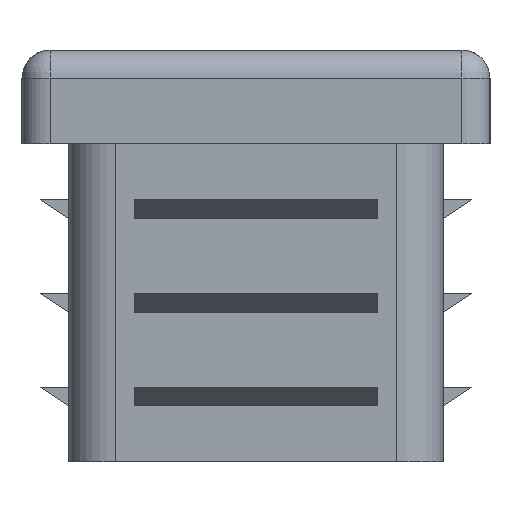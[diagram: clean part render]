
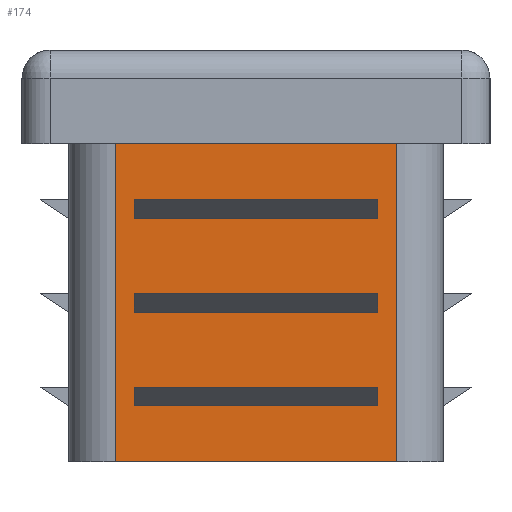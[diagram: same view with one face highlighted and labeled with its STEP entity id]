
A CAD part, left-side view. The second image highlights one B-rep face of the part: STEP entity #174.
In plain terms, the highlighted planar face has unit normal (-1, 0, 0).
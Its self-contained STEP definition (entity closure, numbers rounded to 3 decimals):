
#174 = ADVANCED_FACE( '', ( #398, #399, #400, #401 ), #402, .F. );
#398 = FACE_BOUND( '', #671, .T. );
#399 = FACE_BOUND( '', #672, .T. );
#400 = FACE_BOUND( '', #673, .T. );
#401 = FACE_OUTER_BOUND( '', #674, .T. );
#402 = PLANE( '', #675 );
#671 = EDGE_LOOP( '', ( #1110, #1111, #1112, #1113 ) );
#672 = EDGE_LOOP( '', ( #1114, #1115, #1116, #1117 ) );
#673 = EDGE_LOOP( '', ( #1118, #1119, #1120, #1121 ) );
#674 = EDGE_LOOP( '', ( #1122, #1123, #1124, #1125 ) );
#675 = AXIS2_PLACEMENT_3D( '', #1126, #1127, #1128 );
#1110 = ORIENTED_EDGE( '', *, *, #1564, .F. );
#1111 = ORIENTED_EDGE( '', *, *, #1703, .F. );
#1112 = ORIENTED_EDGE( '', *, *, #1704, .T. );
#1113 = ORIENTED_EDGE( '', *, *, #1594, .T. );
#1114 = ORIENTED_EDGE( '', *, *, #1642, .F. );
#1115 = ORIENTED_EDGE( '', *, *, #1696, .F. );
#1116 = ORIENTED_EDGE( '', *, *, #1705, .T. );
#1117 = ORIENTED_EDGE( '', *, *, #1706, .T. );
#1118 = ORIENTED_EDGE( '', *, *, #1707, .F. );
#1119 = ORIENTED_EDGE( '', *, *, #1708, .F. );
#1120 = ORIENTED_EDGE( '', *, *, #1709, .T. );
#1121 = ORIENTED_EDGE( '', *, *, #1553, .T. );
#1122 = ORIENTED_EDGE( '', *, *, #1710, .F. );
#1123 = ORIENTED_EDGE( '', *, *, #1711, .T. );
#1124 = ORIENTED_EDGE( '', *, *, #1712, .T. );
#1125 = ORIENTED_EDGE( '', *, *, #1689, .T. );
#1126 = CARTESIAN_POINT( '', ( -32.5, 10., 17. ) );
#1127 = DIRECTION( '', ( 1., 0., 0. ) );
#1128 = DIRECTION( '', ( 0., 1., 0. ) );
#1553 = EDGE_CURVE( '', #1829, #1830, #1831, .T. );
#1564 = EDGE_CURVE( '', #1848, #1843, #1850, .T. );
#1594 = EDGE_CURVE( '', #1901, #1843, #1902, .T. );
#1642 = EDGE_CURVE( '', #1978, #1973, #1980, .T. );
#1689 = EDGE_CURVE( '', #2055, #2052, #2056, .F. );
#1696 = EDGE_CURVE( '', #2065, #1978, #2066, .T. );
#1703 = EDGE_CURVE( '', #2073, #1848, #2074, .T. );
#1704 = EDGE_CURVE( '', #2073, #1901, #2075, .T. );
#1705 = EDGE_CURVE( '', #2065, #2076, #2077, .T. );
#1706 = EDGE_CURVE( '', #2076, #1973, #2078, .T. );
#1707 = EDGE_CURVE( '', #2079, #1830, #2080, .T. );
#1708 = EDGE_CURVE( '', #2081, #2079, #2082, .T. );
#1709 = EDGE_CURVE( '', #2081, #1829, #2083, .T. );
#1710 = EDGE_CURVE( '', #2084, #2052, #2085, .T. );
#1711 = EDGE_CURVE( '', #2084, #2086, #2087, .T. );
#1712 = EDGE_CURVE( '', #2086, #2055, #2088, .T. );
#1829 = VERTEX_POINT( '', #2229 );
#1830 = VERTEX_POINT( '', #2230 );
#1831 = LINE( '', #2231, #2232 );
#1843 = VERTEX_POINT( '', #2249 );
#1848 = VERTEX_POINT( '', #2256 );
#1850 = LINE( '', #2259, #2260 );
#1901 = VERTEX_POINT( '', #2331 );
#1902 = LINE( '', #2332, #2333 );
#1973 = VERTEX_POINT( '', #2427 );
#1978 = VERTEX_POINT( '', #2434 );
#1980 = LINE( '', #2437, #2438 );
#2052 = VERTEX_POINT( '', #2543 );
#2055 = VERTEX_POINT( '', #2546 );
#2056 = LINE( '', #2547, #2548 );
#2065 = VERTEX_POINT( '', #2560 );
#2066 = LINE( '', #2561, #2562 );
#2073 = VERTEX_POINT( '', #2572 );
#2074 = LINE( '', #2573, #2574 );
#2075 = LINE( '', #2575, #2576 );
#2076 = VERTEX_POINT( '', #2577 );
#2077 = LINE( '', #2578, #2579 );
#2078 = LINE( '', #2580, #2581 );
#2079 = VERTEX_POINT( '', #2582 );
#2080 = LINE( '', #2583, #2584 );
#2081 = VERTEX_POINT( '', #2585 );
#2082 = LINE( '', #2586, #2587 );
#2083 = LINE( '', #2588, #2589 );
#2084 = VERTEX_POINT( '', #2590 );
#2085 = LINE( '', #2591, #2592 );
#2086 = VERTEX_POINT( '', #2593 );
#2087 = LINE( '', #2594, #2595 );
#2088 = LINE( '', #2596, #2597 );
#2229 = CARTESIAN_POINT( '', ( -32.5, 6.5, 13. ) );
#2230 = CARTESIAN_POINT( '', ( -32.5, 6.5, 14. ) );
#2231 = CARTESIAN_POINT( '', ( -32.5, 6.5, 13. ) );
#2232 = VECTOR( '', #2788, 1000. );
#2249 = CARTESIAN_POINT( '', ( -32.5, 6.5, 4. ) );
#2256 = CARTESIAN_POINT( '', ( -32.5, -6.5, 4. ) );
#2259 = CARTESIAN_POINT( '', ( -32.5, -6.5, 4. ) );
#2260 = VECTOR( '', #2797, 1000. );
#2331 = CARTESIAN_POINT( '', ( -32.5, 6.5, 3. ) );
#2332 = CARTESIAN_POINT( '', ( -32.5, 6.5, 3. ) );
#2333 = VECTOR( '', #2824, 1000. );
#2427 = CARTESIAN_POINT( '', ( -32.5, 6.5, 9. ) );
#2434 = CARTESIAN_POINT( '', ( -32.5, -6.5, 9. ) );
#2437 = CARTESIAN_POINT( '', ( -32.5, -6.5, 9. ) );
#2438 = VECTOR( '', #2881, 1000. );
#2543 = CARTESIAN_POINT( '', ( -32.5, -7.5, 17. ) );
#2546 = CARTESIAN_POINT( '', ( -32.5, -7.5, 0. ) );
#2547 = CARTESIAN_POINT( '', ( -32.5, -7.5, 17. ) );
#2548 = VECTOR( '', #2930, 1000. );
#2560 = CARTESIAN_POINT( '', ( -32.5, -6.5, 8. ) );
#2561 = CARTESIAN_POINT( '', ( -32.5, -6.5, 8. ) );
#2562 = VECTOR( '', #2937, 1000. );
#2572 = CARTESIAN_POINT( '', ( -32.5, -6.5, 3. ) );
#2573 = CARTESIAN_POINT( '', ( -32.5, -6.5, 3. ) );
#2574 = VECTOR( '', #2941, 1000. );
#2575 = CARTESIAN_POINT( '', ( -32.5, -6.5, 3. ) );
#2576 = VECTOR( '', #2942, 1000. );
#2577 = CARTESIAN_POINT( '', ( -32.5, 6.5, 8. ) );
#2578 = CARTESIAN_POINT( '', ( -32.5, -6.5, 8. ) );
#2579 = VECTOR( '', #2943, 1000. );
#2580 = CARTESIAN_POINT( '', ( -32.5, 6.5, 8. ) );
#2581 = VECTOR( '', #2944, 1000. );
#2582 = CARTESIAN_POINT( '', ( -32.5, -6.5, 14. ) );
#2583 = CARTESIAN_POINT( '', ( -32.5, -6.5, 14. ) );
#2584 = VECTOR( '', #2945, 1000. );
#2585 = CARTESIAN_POINT( '', ( -32.5, -6.5, 13. ) );
#2586 = CARTESIAN_POINT( '', ( -32.5, -6.5, 13. ) );
#2587 = VECTOR( '', #2946, 1000. );
#2588 = CARTESIAN_POINT( '', ( -32.5, -6.5, 13. ) );
#2589 = VECTOR( '', #2947, 1000. );
#2590 = CARTESIAN_POINT( '', ( -32.5, 7.5, 17. ) );
#2591 = CARTESIAN_POINT( '', ( -32.5, 10., 17. ) );
#2592 = VECTOR( '', #2948, 1000. );
#2593 = CARTESIAN_POINT( '', ( -32.5, 7.5, 0. ) );
#2594 = CARTESIAN_POINT( '', ( -32.5, 7.5, 17. ) );
#2595 = VECTOR( '', #2949, 1000. );
#2596 = CARTESIAN_POINT( '', ( -32.5, 10., 0. ) );
#2597 = VECTOR( '', #2950, 1000. );
#2788 = DIRECTION( '', ( 0., 0., 1. ) );
#2797 = DIRECTION( '', ( 0., 1., 0. ) );
#2824 = DIRECTION( '', ( 0., 0., 1. ) );
#2881 = DIRECTION( '', ( 0., 1., 0. ) );
#2930 = DIRECTION( '', ( 0., 0., -1. ) );
#2937 = DIRECTION( '', ( 0., 0., 1. ) );
#2941 = DIRECTION( '', ( 0., 0., 1. ) );
#2942 = DIRECTION( '', ( 0., 1., 0. ) );
#2943 = DIRECTION( '', ( 0., 1., 0. ) );
#2944 = DIRECTION( '', ( 0., 0., 1. ) );
#2945 = DIRECTION( '', ( 0., 1., 0. ) );
#2946 = DIRECTION( '', ( 0., 0., 1. ) );
#2947 = DIRECTION( '', ( 0., 1., 0. ) );
#2948 = DIRECTION( '', ( 0., -1., 0. ) );
#2949 = DIRECTION( '', ( 0., 0., -1. ) );
#2950 = DIRECTION( '', ( 0., -1., 0. ) );
